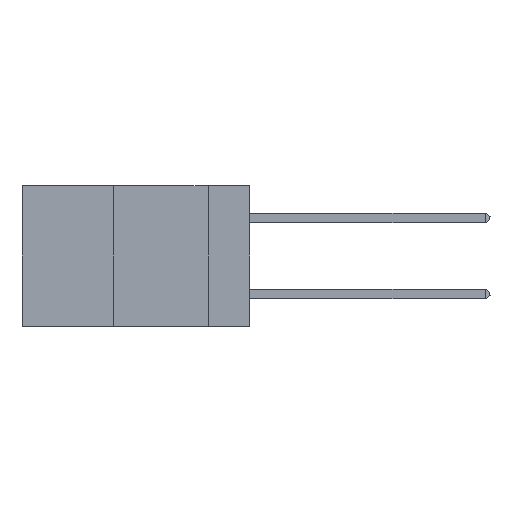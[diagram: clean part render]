
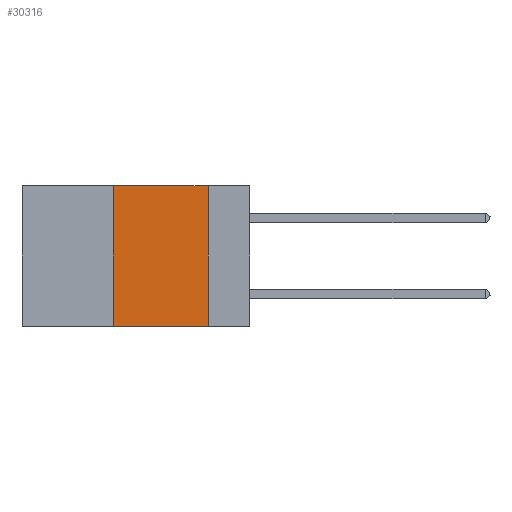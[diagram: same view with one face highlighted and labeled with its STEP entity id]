
A CAD part, left-side view. The second image highlights one B-rep face of the part: STEP entity #30316.
In plain terms, the highlighted planar face has unit normal (-1, 0, 0).
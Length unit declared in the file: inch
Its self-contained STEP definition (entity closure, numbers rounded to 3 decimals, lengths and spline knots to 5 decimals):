
#4140 = VECTOR ( 'NONE', #28162, 39.37008 ) ;
#5075 = VERTEX_POINT ( 'NONE', #26639 ) ;
#6016 = LINE ( 'NONE', #17399, #19723 ) ;
#7052 = CARTESIAN_POINT ( 'NONE',  ( 0., 0.11, 0. ) ) ;
#7088 = CARTESIAN_POINT ( 'NONE',  ( 0., 0.6, 0. ) ) ;
#12106 = ORIENTED_EDGE ( 'NONE', *, *, #39911, .F. ) ;
#12289 = CARTESIAN_POINT ( 'NONE',  ( 0., 0.36, 0. ) ) ;
#12788 = VECTOR ( 'NONE', #36499, 39.37008 ) ;
#13240 = EDGE_LOOP ( 'NONE', ( #12106, #37952, #27890, #21083 ) ) ;
#13833 = LINE ( 'NONE', #7088, #37425 ) ;
#14038 = FACE_OUTER_BOUND ( 'NONE', #13240, .T. ) ;
#15861 = EDGE_CURVE ( 'NONE', #23715, #41127, #6016, .T. ) ;
#17399 = CARTESIAN_POINT ( 'NONE',  ( 0., 0.36, 0. ) ) ;
#17641 = VERTEX_POINT ( 'NONE', #7052 ) ;
#19018 = CARTESIAN_POINT ( 'NONE',  ( 0., 0.11, 0. ) ) ;
#19723 = VECTOR ( 'NONE', #31362, 39.37008 ) ;
#21083 = ORIENTED_EDGE ( 'NONE', *, *, #38438, .T. ) ;
#21130 = CARTESIAN_POINT ( 'NONE',  ( 0., 0.36, -0.37 ) ) ;
#21184 = DIRECTION ( 'NONE',  ( 0., 0., -1. ) ) ;
#22075 = LINE ( 'NONE', #19018, #12788 ) ;
#23715 = VERTEX_POINT ( 'NONE', #21130 ) ;
#26639 = CARTESIAN_POINT ( 'NONE',  ( 0., 0.11, -0.37 ) ) ;
#26849 = AXIS2_PLACEMENT_3D ( 'NONE', #27926, #38387, #21184 ) ;
#27890 = ORIENTED_EDGE ( 'NONE', *, *, #15861, .F. ) ;
#27926 = CARTESIAN_POINT ( 'NONE',  ( 0., 0.6, 0. ) ) ;
#28162 = DIRECTION ( 'NONE',  ( 0., -1., 0. ) ) ;
#30316 = ADVANCED_FACE ( 'NONE', ( #14038 ), #42053, .F. ) ;
#31362 = DIRECTION ( 'NONE',  ( 0., 0., 1. ) ) ;
#32664 = LINE ( 'NONE', #37400, #4140 ) ;
#34171 = EDGE_CURVE ( 'NONE', #41127, #17641, #13833, .T. ) ;
#36499 = DIRECTION ( 'NONE',  ( 0., 0., -1. ) ) ;
#37400 = CARTESIAN_POINT ( 'NONE',  ( 0., 0.6, -0.37 ) ) ;
#37425 = VECTOR ( 'NONE', #39128, 39.37008 ) ;
#37952 = ORIENTED_EDGE ( 'NONE', *, *, #34171, .F. ) ;
#38387 = DIRECTION ( 'NONE',  ( 1., 0., 0. ) ) ;
#38438 = EDGE_CURVE ( 'NONE', #23715, #5075, #32664, .T. ) ;
#39128 = DIRECTION ( 'NONE',  ( 0., -1., 0. ) ) ;
#39911 = EDGE_CURVE ( 'NONE', #17641, #5075, #22075, .T. ) ;
#41127 = VERTEX_POINT ( 'NONE', #12289 ) ;
#42053 = PLANE ( 'NONE',  #26849 ) ;
